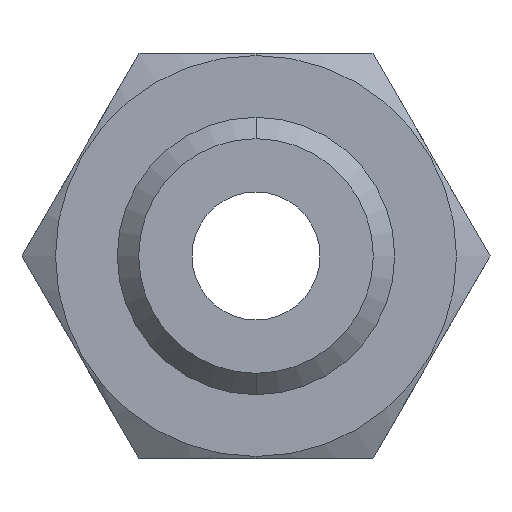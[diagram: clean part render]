
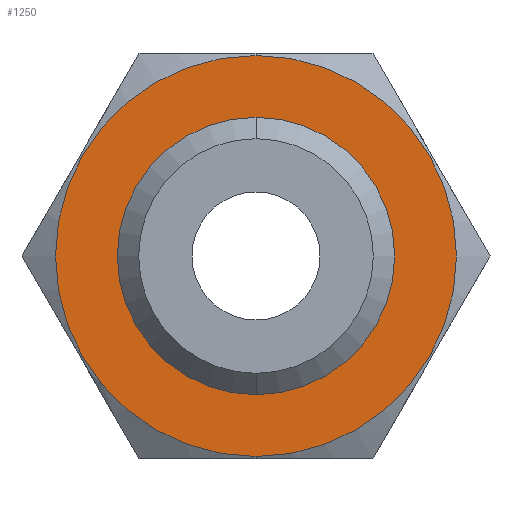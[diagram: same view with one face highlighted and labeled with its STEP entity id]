
A CAD part, front view. The second image highlights one B-rep face of the part: STEP entity #1250.
In plain terms, the highlighted planar face has unit normal (0, -1, 0).
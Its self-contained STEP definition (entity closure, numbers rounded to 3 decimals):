
#53 = EDGE_LOOP ( 'NONE', ( #1320, #1319 ) ) ;
#54 = EDGE_LOOP ( 'NONE', ( #1317, #1318 ) ) ;
#232 = DIRECTION ( 'NONE',  ( 0., 0., -1. ) ) ;
#233 = DIRECTION ( 'NONE',  ( 0., -1., 0. ) ) ;
#234 = CARTESIAN_POINT ( 'NONE',  ( 9.4, 10., 0. ) ) ;
#236 = PLANE ( 'NONE',  #844 ) ;
#397 = CARTESIAN_POINT ( 'NONE',  ( 0., 10., 6.5 ) ) ;
#398 = CARTESIAN_POINT ( 'NONE',  ( 0., 10., -6.5 ) ) ;
#399 = CARTESIAN_POINT ( 'NONE',  ( 0., 10., -9.4 ) ) ;
#400 = CARTESIAN_POINT ( 'NONE',  ( 0., 10., 9.4 ) ) ;
#699 = EDGE_CURVE ( 'NONE', #1196, #1197, #1339, .T. ) ;
#700 = EDGE_CURVE ( 'NONE', #1199, #1198, #1336, .T. ) ;
#844 = AXIS2_PLACEMENT_3D ( 'NONE', #234, #233, #232 ) ;
#1025 = DIRECTION ( 'NONE',  ( 0., 0., -1. ) ) ;
#1027 = DIRECTION ( 'NONE',  ( 0., -1., 0. ) ) ;
#1028 = CARTESIAN_POINT ( 'NONE',  ( 0., 10., 0. ) ) ;
#1030 = DIRECTION ( 'NONE',  ( 0., 0., -1. ) ) ;
#1031 = DIRECTION ( 'NONE',  ( 0., -1., 0. ) ) ;
#1032 = CARTESIAN_POINT ( 'NONE',  ( 0., 10., 0. ) ) ;
#1196 = VERTEX_POINT ( 'NONE', #400 ) ;
#1197 = VERTEX_POINT ( 'NONE', #399 ) ;
#1198 = VERTEX_POINT ( 'NONE', #398 ) ;
#1199 = VERTEX_POINT ( 'NONE', #397 ) ;
#1250 = ADVANCED_FACE ( 'NONE', ( #1361, #1360 ), #236, .T. ) ;
#1271 = EDGE_CURVE ( 'NONE', #1197, #1196, #1412, .T. ) ;
#1274 = EDGE_CURVE ( 'NONE', #1198, #1199, #1618, .T. ) ;
#1317 = ORIENTED_EDGE ( 'NONE', *, *, #1274, .F. ) ;
#1318 = ORIENTED_EDGE ( 'NONE', *, *, #700, .F. ) ;
#1319 = ORIENTED_EDGE ( 'NONE', *, *, #699, .T. ) ;
#1320 = ORIENTED_EDGE ( 'NONE', *, *, #1271, .T. ) ;
#1336 = CIRCLE ( 'NONE', #1338, 6.5 ) ;
#1337 = AXIS2_PLACEMENT_3D ( 'NONE', #1032, #1031, #1030 ) ;
#1338 = AXIS2_PLACEMENT_3D ( 'NONE', #1028, #1027, #1025 ) ;
#1339 = CIRCLE ( 'NONE', #1337, 9.4 ) ;
#1360 = FACE_BOUND ( 'NONE', #54, .T. ) ;
#1361 = FACE_OUTER_BOUND ( 'NONE', #53, .T. ) ;
#1409 = AXIS2_PLACEMENT_3D ( 'NONE', #1497, #1493, #1488 ) ;
#1412 = CIRCLE ( 'NONE', #1409, 9.4 ) ;
#1457 = DIRECTION ( 'NONE',  ( 0., 0., -1. ) ) ;
#1460 = DIRECTION ( 'NONE',  ( 0., -1., 0. ) ) ;
#1464 = CARTESIAN_POINT ( 'NONE',  ( 0., 10., 0. ) ) ;
#1488 = DIRECTION ( 'NONE',  ( 0., 0., -1. ) ) ;
#1493 = DIRECTION ( 'NONE',  ( 0., -1., 0. ) ) ;
#1497 = CARTESIAN_POINT ( 'NONE',  ( 0., 10., 0. ) ) ;
#1616 = AXIS2_PLACEMENT_3D ( 'NONE', #1464, #1460, #1457 ) ;
#1618 = CIRCLE ( 'NONE', #1616, 6.5 ) ;
